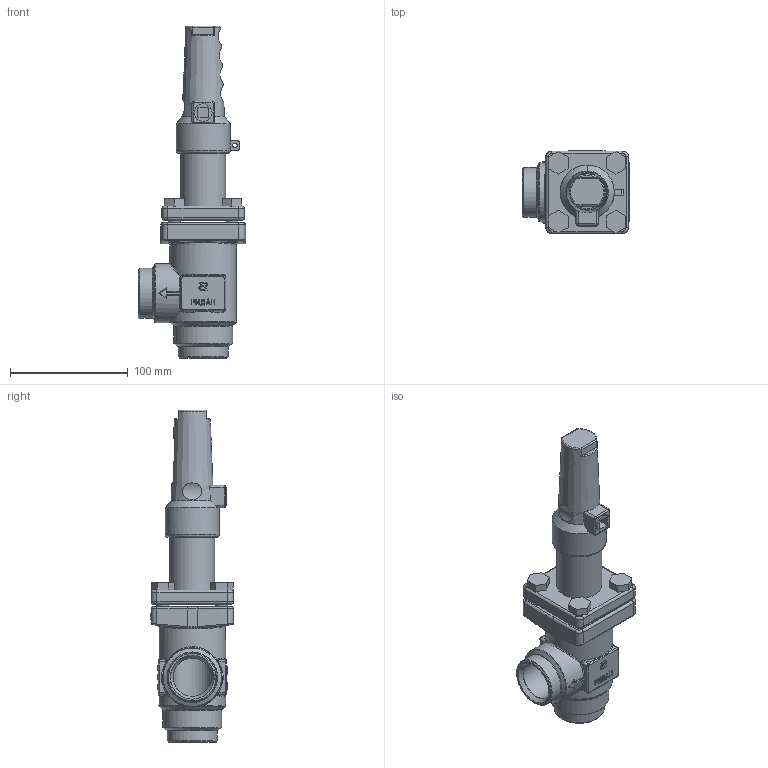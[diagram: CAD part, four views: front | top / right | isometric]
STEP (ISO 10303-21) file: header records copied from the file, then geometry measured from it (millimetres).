
FILE_DESCRIPTION(('TFLEX Exchange Step'),'2;1');
FILE_NAME('148B4032R.stp', '2024-09-11T11:57:33+03:00',('RUCO3378'),('Unknown organisation'),'TFLEX Exchange 2024.4','T-FLEX CAD','Unknown authorisation');
FILE_SCHEMA( ('AP203_CONFIGURATION_CONTROLLED_3D_DESIGN_OF_MECHANICAL_PARTS_AND_ASSEMBLIES_MIM_LF') );
Length unit declared in the file: millimetre
Products named in the file (1): Body_Ang_32
Bounding box: 91 x 70.5 x 282 mm (x, y, z)
Volume: 405708.9 mm3; surface area: 91325.2 mm2
Topology: 1 solids, 2 shells, 1059 faces, 2828 edges, 1829 vertices
Faces by surface type: plane 434, bspline 414, cylinder 115, torus 72, cone 16, sphere 8
Full cylindrical faces by diameter (mm): 4 x1, 10 x8, 15 x1, 32.6 x2, 36 x1, 38 x1, 42.4 x2, 46 x1, 50 x2, 56.6 x1
Entity records: 50053 total; most frequent: CARTESIAN_POINT 26092, ORIENTED_EDGE 5630, DIRECTION 3648, EDGE_CURVE 2815, VERTEX_POINT 1829, VECTOR 1500, LINE 1500, EDGE_LOOP 1140
